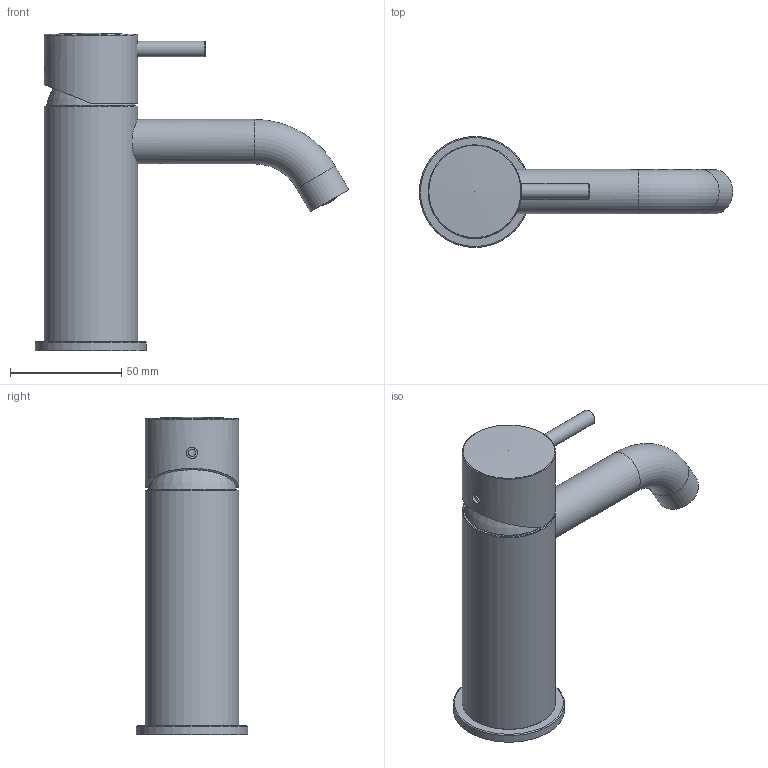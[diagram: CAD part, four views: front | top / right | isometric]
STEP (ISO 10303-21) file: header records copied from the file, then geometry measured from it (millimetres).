
FILE_DESCRIPTION(/* description */ ('Unknown'),/* implementation_level */ '2;1');
FILE_NAME(/* name */ 'CB003C',/* time_stamp */ '2016-03-15T08:51:30+01:00',/* author */ ('Unknown'),/* organization */ ('Unknown'),/* preprocessor_version */ 'ST-DEVELOPER v16.7',/* originating_system */ 'DEX',/* authorisation */ $);
FILE_SCHEMA (('AUTOMOTIVE_DESIGN {1 0 10303 214 3 1 1}'));
Length unit declared in the file: millimetre
Products named in the file (1): CB003C
Bounding box: 140.92 x 50 x 142.7 mm (x, y, z)
Surface area: 47876.4 mm2 (no closed solid volume)
Topology: 0 solids, 15 shells, 125 faces, 353 edges, 238 vertices
Faces by surface type: plane 58, cylinder 29, torus 22, cone 13, sphere 2, bspline 1
Full cylindrical faces by diameter (mm): 3.242 x2, 5 x1, 6 x1, 7 x1, 7.5 x1, 8.917 x1, 11 x1, 12.196 x1, 13.464 x1, 14.577 x1, 15 x1, 15.033 x1, 15.218 x1, 16 x1, 16.5 x2, 16.75 x1, 19 x1, 20 x2, 35 x1, 37 x1, 37.5 x1, 39 x1, 42 x2, 45 x1, 50 x1
Entity records: 6614 total; most frequent: CARTESIAN_POINT 3279, DIRECTION 638, ORIENTED_EDGE 470, AXIS2_PLACEMENT_3D 274, EDGE_CURVE 266, VERTEX_POINT 212, FACE_BOUND 206, EDGE_LOOP 205
